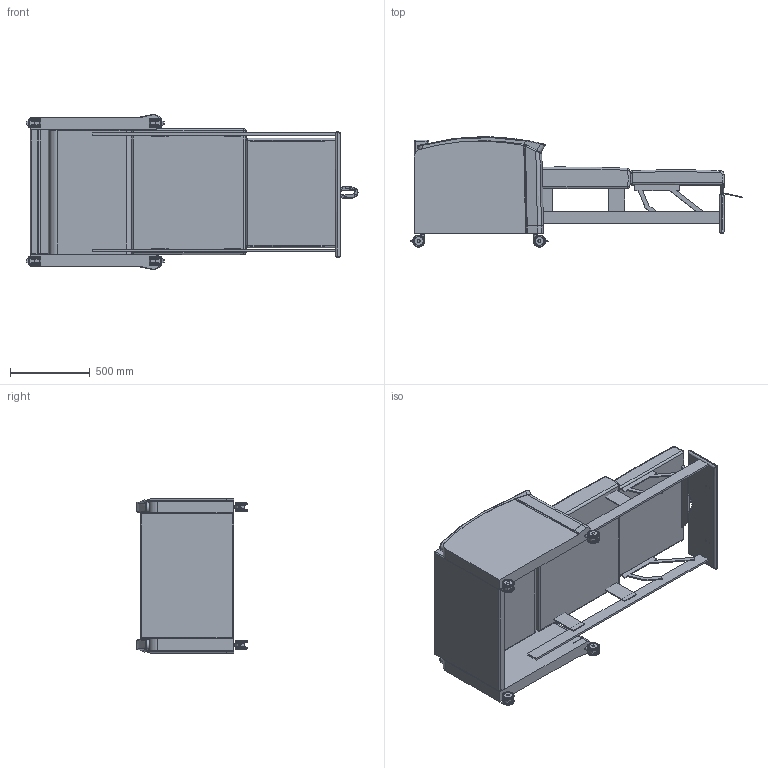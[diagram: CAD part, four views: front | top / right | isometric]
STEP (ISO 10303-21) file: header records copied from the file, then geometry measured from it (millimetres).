
FILE_DESCRIPTION(/* description */ (''),/* implementation_level */ '2;1');
FILE_NAME(/* name */ 'H1800U-W sleeper.stp',/* time_stamp */ '2019-05-30T12:34:22-04:00',/* author */ ('emehringer'),/* organization */ (''),/* preprocessor_version */ 'ST-DEVELOPER v16.13',/* originating_system */ 'Autodesk Inventor 2018',/* authorisation */ '');
FILE_SCHEMA (('AUTOMOTIVE_DESIGN { 1 0 10303 214 3 1 1 }'));
Length unit declared in the file: inch
Products named in the file (18): H1800U-W-J sleeper; UFBACK 0700; UOBACK 0700; UPOUT 0700; USEAT 0800; USEATX 0800; CAST COL 3"LC; CAST COL LOCK; CAST COL 3IN CENTER; CAST COL 3IN WHEEL; CAST COL 3IN INNER WHEEL; LONG CHANNEL BRACKET; USEATX BRKT; CHNL BRKT 4X.25; HA1700 ARM L; HA1700 ARM R; HA1010 MACL BLK; HA1010 MACR BLK
Assembly tree (27 placements, depth 3):
  H1800U-W-J sleeper
    UFBACK 0700
    UOBACK 0700
    UPOUT 0700
    USEAT 0800
    USEATX 0800
    CAST COL 3"LC  x4
      CAST COL 3IN WHEEL
      CAST COL LOCK
      CAST COL 3IN CENTER
      CAST COL 3IN INNER WHEEL
    LONG CHANNEL BRACKET  x2
    USEATX BRKT  x2
    CHNL BRKT 4X.25  x4
    HA1700 ARM L
    HA1700 ARM R
    HA1010 MACL BLK
    HA1010 MACR BLK
Bounding box: 2081.08 x 691.07 x 969.21 mm (x, y, z)
Volume: 297822630.3 mm3; surface area: 8914415.4 mm2
Topology: 41 solids, 41 shells, 816 faces, 1805 edges, 1098 vertices
Faces by surface type: cylinder 257, plane 254, torus 133, bspline 120, sphere 52
Full cylindrical faces by diameter (mm): 7.938 x7, 9.525 x4, 17.462 x4, 17.475 x4, 17.526 x8, 20.747 x4, 55.88 x8, 55.956 x8, 75.006 x8
Entity records: 24459 total; most frequent: CARTESIAN_POINT 13400, DIRECTION 2165, ORIENTED_EDGE 2138, EDGE_CURVE 1069, AXIS2_PLACEMENT_3D 877, VERTEX_POINT 658, EDGE_LOOP 533, FACE_OUTER_BOUND 482
